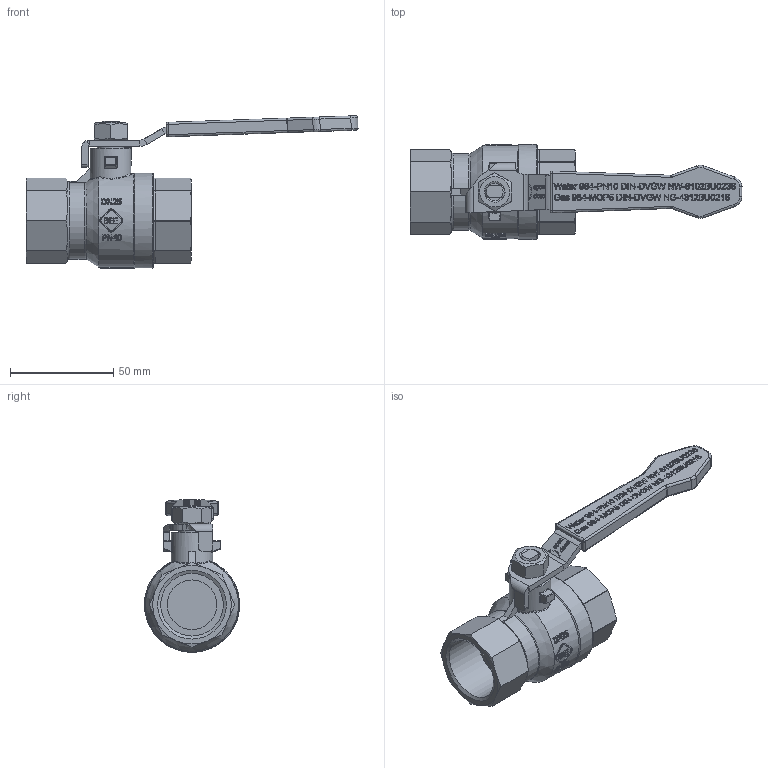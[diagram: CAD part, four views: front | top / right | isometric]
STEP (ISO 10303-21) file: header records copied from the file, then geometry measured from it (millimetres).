
FILE_DESCRIPTION((''),'2;1');
FILE_NAME('984-25-00.stp','2010-03-02T11:35:45',('edu'),(''),'Autodesk Inventor 2010','Autodesk Inventor 2010','');
FILE_SCHEMA(('AUTOMOTIVE_DESIGN { 1 0 10303 214 1 1 1 1 }'));
Length unit declared in the file: millimetre
Products named in the file (1): ENG-004083
Bounding box: 160.59 x 46 x 73.77 mm (x, y, z)
Volume: 96377.7 mm3; surface area: 26395.1 mm2
Topology: 1 solids, 3 shells, 1701 faces, 4509 edges, 2963 vertices
Faces by surface type: plane 769, bspline 744, cylinder 127, cone 36, torus 13, sphere 12
Full cylindrical faces by diameter (mm): 12.95 x1, 13 x1, 20 x1, 24 x2, 30.291 x2, 46 x1
Entity records: 101185 total; most frequent: CARTESIAN_POINT 62733, ORIENTED_EDGE 8958, DIRECTION 5017, EDGE_CURVE 4479, VERTEX_POINT 2954, VECTOR 2487, LINE 2487, EDGE_LOOP 1871
